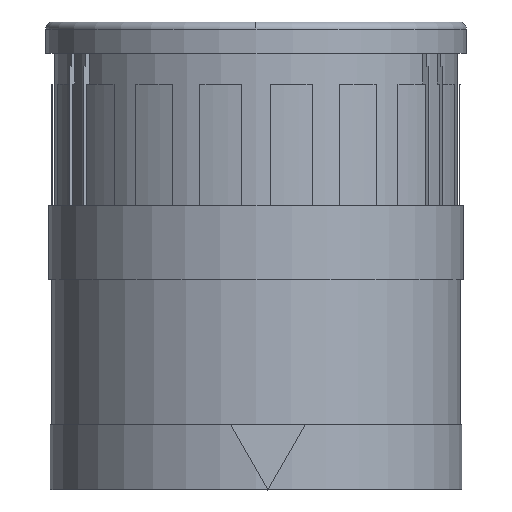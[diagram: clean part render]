
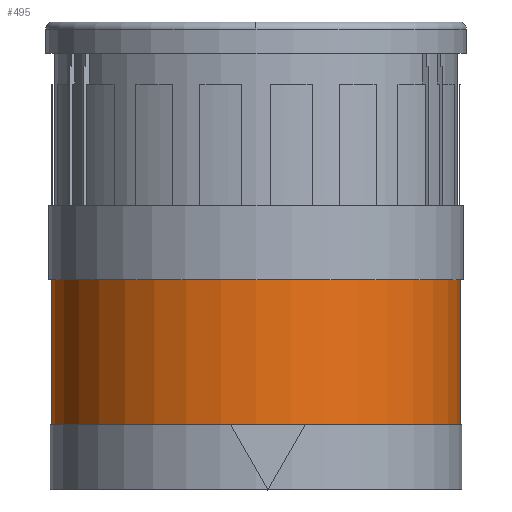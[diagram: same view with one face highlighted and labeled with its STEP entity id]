
A CAD part, front view. The second image highlights one B-rep face of the part: STEP entity #495.
In plain terms, the highlighted cylindrical face has radius 34.5 mm (diameter 69 mm), a partial arc.
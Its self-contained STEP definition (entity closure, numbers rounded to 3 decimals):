
#454=CARTESIAN_POINT('',(47.017,33.422,23.25));
#455=DIRECTION('',(0.0,0.0,1.0));
#456=DIRECTION('',(1.0,0.0,0.0));
#457=AXIS2_PLACEMENT_3D('',#454,#455,#456);
#458=CYLINDRICAL_SURFACE('',#457,34.5);
#459=CARTESIAN_POINT('',(81.517,33.422,35.5));
#460=VERTEX_POINT('',#459);
#461=CARTESIAN_POINT('',(81.517,33.422,11.0));
#462=VERTEX_POINT('',#461);
#463=CARTESIAN_POINT('',(81.517,33.422,35.5));
#464=DIRECTION('',(0.0,0.0,-1.0));
#465=VECTOR('',#464,24.5);
#466=LINE('',#463,#465);
#467=EDGE_CURVE('',#460,#462,#466,.T.);
#468=ORIENTED_EDGE('',*,*,#467,.F.);
#469=CARTESIAN_POINT('',(12.517,33.422,35.5));
#470=VERTEX_POINT('',#469);
#471=CARTESIAN_POINT('',(47.017,33.422,35.5));
#472=DIRECTION('',(0.0,0.0,1.0));
#473=DIRECTION('',(1.0,0.0,0.0));
#474=AXIS2_PLACEMENT_3D('',#471,#472,#473);
#475=CIRCLE('',#474,34.5);
#476=EDGE_CURVE('',#470,#460,#475,.T.);
#477=ORIENTED_EDGE('',*,*,#476,.F.);
#478=CARTESIAN_POINT('',(12.517,33.422,11.0));
#479=VERTEX_POINT('',#478);
#480=CARTESIAN_POINT('',(12.517,33.422,35.5));
#481=DIRECTION('',(0.0,0.0,-1.0));
#482=VECTOR('',#481,24.5);
#483=LINE('',#480,#482);
#484=EDGE_CURVE('',#470,#479,#483,.T.);
#485=ORIENTED_EDGE('',*,*,#484,.T.);
#486=CARTESIAN_POINT('',(47.017,33.422,11.0));
#487=DIRECTION('',(0.0,0.0,-1.0));
#488=DIRECTION('',(1.0,0.0,0.0));
#489=AXIS2_PLACEMENT_3D('',#486,#487,#488);
#490=CIRCLE('',#489,34.5);
#491=EDGE_CURVE('',#462,#479,#490,.T.);
#492=ORIENTED_EDGE('',*,*,#491,.F.);
#493=EDGE_LOOP('',(#468,#477,#485,#492));
#494=FACE_OUTER_BOUND('',#493,.T.);
#495=ADVANCED_FACE('',(#494),#458,.T.);
